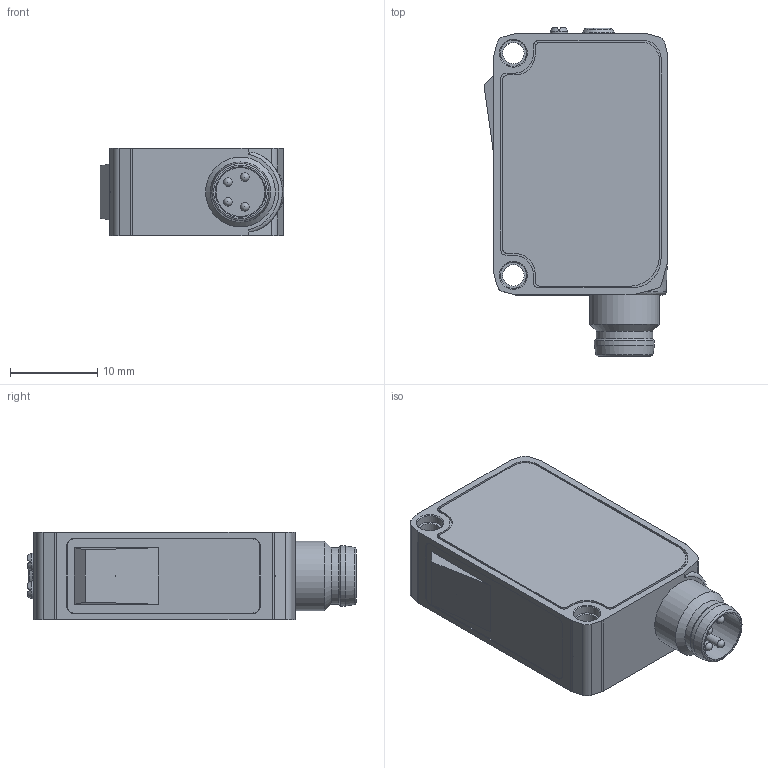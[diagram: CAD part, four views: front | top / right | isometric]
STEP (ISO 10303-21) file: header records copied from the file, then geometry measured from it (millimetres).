
FILE_DESCRIPTION(/* description */ ('TRU-C23PA-TM-Photoelectric sensor'),/* implementation_level */ '2;1');
FILE_NAME(/* name */ 'ipf_z3d_OR270478.stp',/* time_stamp */ '2023-04-18T16:00:19+02:00',/* author */ ('gelzhaeuser'),/* organization */ ('CONTRINEX'),/* preprocessor_version */ 'ST-DEVELOPER v19.2',/* originating_system */ 'Autodesk Inventor 2023',/* authorisation */ '');
FILE_SCHEMA (('AUTOMOTIVE_DESIGN { 1 0 10303 214 3 1 1 }'));
Length unit declared in the file: millimetre
Products named in the file (1): ipf_z3d_OR270478
Bounding box: 21.12 x 37.65 x 10 mm (x, y, z)
Volume: 6037 mm3; surface area: 2737.5 mm2
Topology: 1 solids, 1 shells, 182 faces, 460 edges, 298 vertices
Faces by surface type: plane 95, cylinder 67, cone 11, torus 5, sphere 4
Full cylindrical faces by diameter (mm): 0.001 x2, 1 x4, 2 x2, 2.459 x2, 3 x4, 3.7 x1, 5.8 x1, 6.5 x1, 6.9 x1, 8 x1
Entity records: 5688 total; most frequent: CARTESIAN_POINT 1028, DIRECTION 999, ORIENTED_EDGE 912, EDGE_CURVE 456, AXIS2_PLACEMENT_3D 367, VERTEX_POINT 298, LINE 265, VECTOR 265
